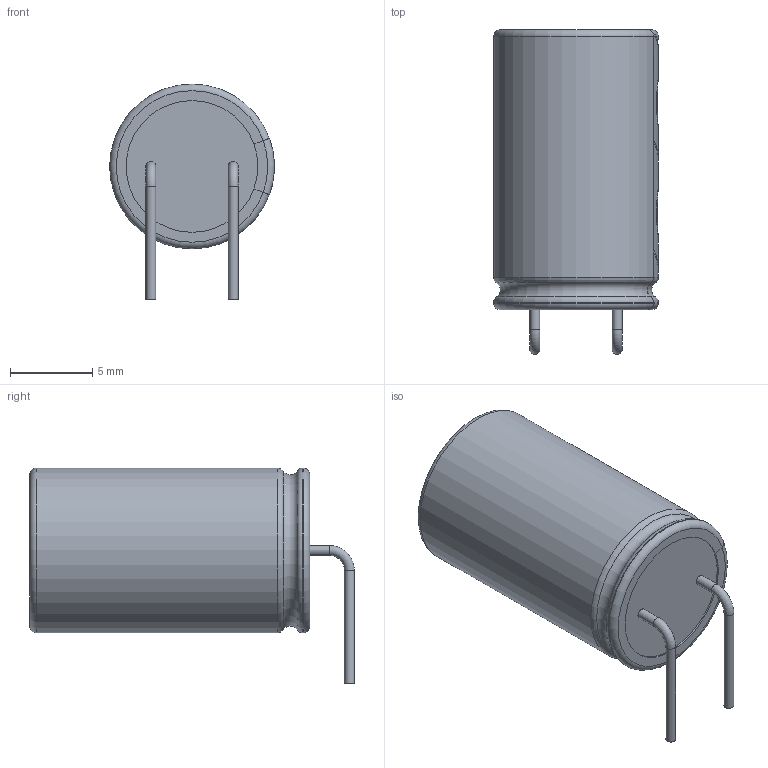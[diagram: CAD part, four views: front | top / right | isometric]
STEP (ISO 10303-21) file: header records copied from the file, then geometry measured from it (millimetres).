
FILE_DESCRIPTION(('STEP AP214'), '1');
FILE_NAME('El_Cap_LA', '', ('UNSPECIFIED'), ('UNSPECIFIED'), 'ASCON STEP Converter 1.6', 'ASCON Math Kernel', '');
FILE_SCHEMA(('AUTOMOTIVE_DESIGN { 1 0 10303 214 3 1 1}'));
Length unit declared in the file: millimetre
Bounding box: 10 x 19.7 x 13.1 mm (x, y, z)
Volume: 1317.4 mm3; surface area: 731.3 mm2
Topology: 1 solids, 1 shells, 107 faces, 290 edges, 192 vertices
Faces by surface type: plane 59, cylinder 36, torus 12
Full cylindrical faces by diameter (mm): 0.6 x4, 8 x1, 9 x1
Entity records: 4719 total; most frequent: CARTESIAN_POINT 1249, ORIENTED_EDGE 564, DIRECTION 502, EDGE_CURVE 282, VERTEX_POINT 192, AXIS2_PLACEMENT_3D 180, LINE 142, VECTOR 142
